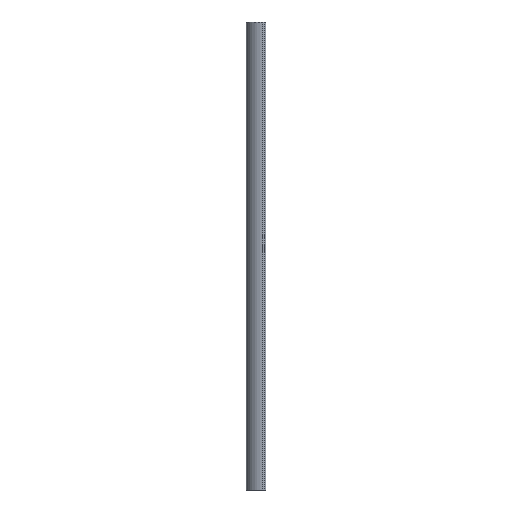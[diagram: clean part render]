
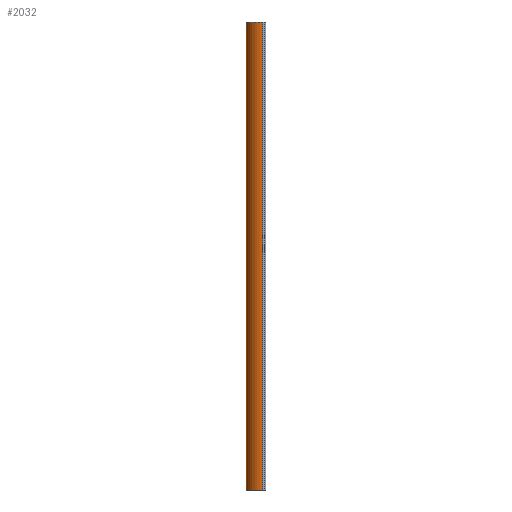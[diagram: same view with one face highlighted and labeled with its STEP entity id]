
A CAD part, left-side view. The second image highlights one B-rep face of the part: STEP entity #2032.
In plain terms, the highlighted cylindrical face has radius 17 mm (diameter 34 mm), a partial arc.
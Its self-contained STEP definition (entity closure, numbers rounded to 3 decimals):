
#172=FACE_OUTER_BOUND('',#274,.T.);
#274=EDGE_LOOP('',(#1679,#1680,#1681,#1682));
#338=LINE('',#3034,#538);
#481=LINE('',#3453,#681);
#538=VECTOR('',#2430,1000.);
#681=VECTOR('',#2845,1000.);
#781=CIRCLE('',#2247,17.);
#782=CIRCLE('',#2248,17.);
#839=VERTEX_POINT('',#3027);
#842=VERTEX_POINT('',#3032);
#981=VERTEX_POINT('',#3450);
#982=VERTEX_POINT('',#3452);
#1070=EDGE_CURVE('',#842,#839,#338,.T.);
#1279=EDGE_CURVE('',#982,#981,#481,.T.);
#1281=EDGE_CURVE('',#981,#839,#781,.F.);
#1282=EDGE_CURVE('',#842,#982,#782,.T.);
#1679=ORIENTED_EDGE('',*,*,#1281,.T.);
#1680=ORIENTED_EDGE('',*,*,#1070,.F.);
#1681=ORIENTED_EDGE('',*,*,#1282,.T.);
#1682=ORIENTED_EDGE('',*,*,#1279,.T.);
#1932=CYLINDRICAL_SURFACE('',#2246,17.);
#2032=ADVANCED_FACE('',(#172),#1932,.T.);
#2246=AXIS2_PLACEMENT_3D('',#3455,#2847,#2848);
#2247=AXIS2_PLACEMENT_3D('',#3456,#2849,#2850);
#2248=AXIS2_PLACEMENT_3D('',#3457,#2851,#2852);
#2430=DIRECTION('',(0.,0.,1.));
#2845=DIRECTION('',(0.,0.,1.));
#2847=DIRECTION('center_axis',(0.,0.,1.));
#2848=DIRECTION('ref_axis',(0.,1.,0.));
#2849=DIRECTION('center_axis',(0.,0.,1.));
#2850=DIRECTION('ref_axis',(0.,1.,0.));
#2851=DIRECTION('center_axis',(0.,0.,1.));
#2852=DIRECTION('ref_axis',(0.,1.,0.));
#3027=CARTESIAN_POINT('',(15.5,20.,480.));
#3032=CARTESIAN_POINT('',(15.5,20.,0.));
#3034=CARTESIAN_POINT('',(15.5,20.,0.));
#3450=CARTESIAN_POINT('',(-1.5,3.,480.));
#3452=CARTESIAN_POINT('',(-1.5,3.,0.));
#3453=CARTESIAN_POINT('',(-1.5,3.,0.));
#3455=CARTESIAN_POINT('Origin',(15.5,3.,0.));
#3456=CARTESIAN_POINT('Origin',(15.5,3.,480.));
#3457=CARTESIAN_POINT('Origin',(15.5,3.,0.));
